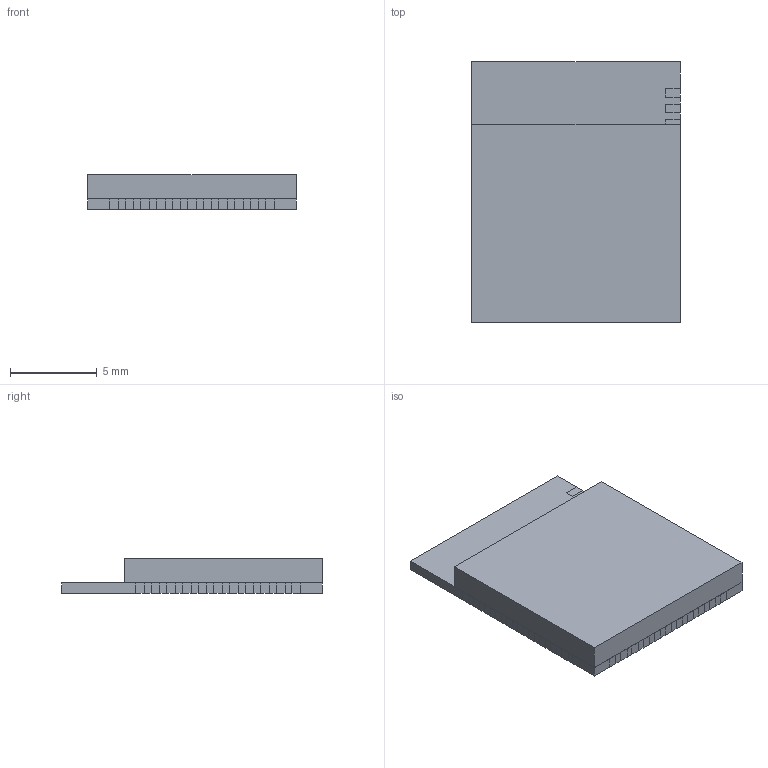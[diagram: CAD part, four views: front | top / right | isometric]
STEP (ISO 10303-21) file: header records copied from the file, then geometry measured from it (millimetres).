
FILE_DESCRIPTION(/* description */ ('','CAx-IF Rec.Pracs.---Representation and Presentation of Product Manufacturing Information (PMI)---4.0---2014-10-13'),/* implementation_level */ '2;1');
FILE_NAME(/* name */ 'BT6038A.step',/* time_stamp */ '2025-01-10T17:08:16-05:00',/* author */ (''),/* organization */ (''),/* preprocessor_version */ 'ST-DEVELOPER v20',/* originating_system */ 'Autodesk Translation Framework v13.20.0.188',/* authorisation */ '');
FILE_SCHEMA (('AP242_MANAGED_MODEL_BASED_3D_ENGINEERING_MIM_LF { 1 0 10303 442 1 1 4 }'));
Length unit declared in the file: millimetre
Products named in the file (1): FusionComponent
Bounding box: 12 x 15 x 2 mm (x, y, z)
Volume: 299.5 mm3; surface area: 826.6 mm2
Topology: 38 solids, 38 shells, 372 faces, 888 edges, 592 vertices
Faces by surface type: plane 372
Entity records: 10549 total; most frequent: CARTESIAN_POINT 1853, ORIENTED_EDGE 1776, DIRECTION 1634, LINE 888, VECTOR 888, EDGE_CURVE 888, VERTEX_POINT 592, AXIS2_PLACEMENT_3D 373
